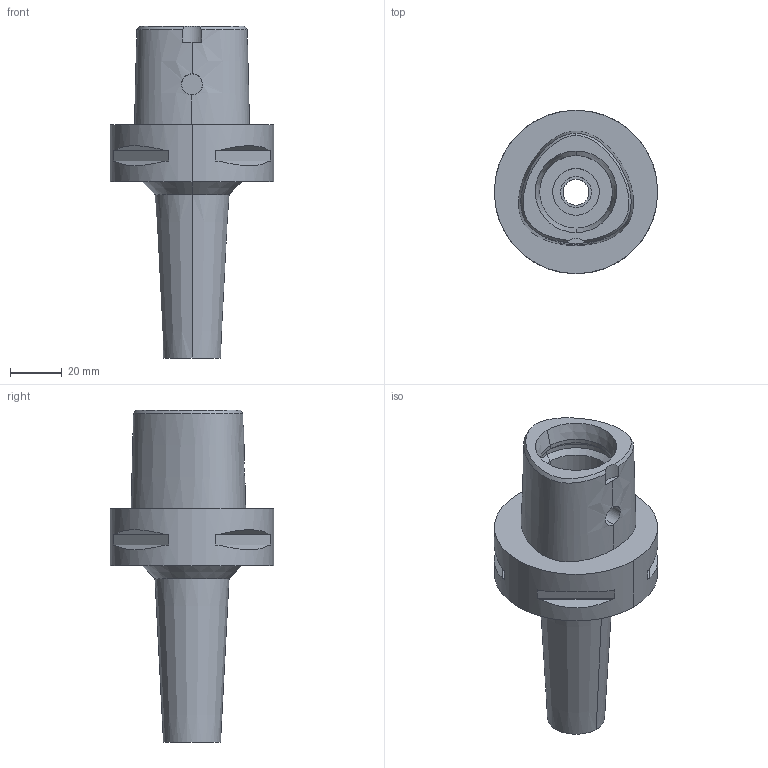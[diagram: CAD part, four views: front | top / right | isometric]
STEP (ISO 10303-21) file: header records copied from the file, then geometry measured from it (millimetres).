
FILE_DESCRIPTION((''),'2;1');
FILE_NAME('C6-SRC10-90','2019-01-18T',('ykawabe'),(''),'CREO PARAMETRIC BY PTC INC, 2016380','CREO PARAMETRIC BY PTC INC, 2016380','');
FILE_SCHEMA(('AUTOMOTIVE_DESIGN { 1 0 10303 214 1 1 1 1 }'));
Length unit declared in the file: millimetre
Products named in the file (1): C6-SRC10-90
Bounding box: 63 x 63 x 128 mm (x, y, z)
Volume: 125644.7 mm3; surface area: 27551.8 mm2
Topology: 1 solids, 1 shells, 62 faces, 142 edges, 89 vertices
Faces by surface type: plane 29, cylinder 19, cone 8, bspline 4, torus 2
Entity records: 3380 total; most frequent: CARTESIAN_POINT 1363, DIRECTION 302, ORIENTED_EDGE 284, PRESENTATION_STYLE_ASSIGNMENT 147, STYLED_ITEM 147, CURVE_STYLE 146, EDGE_CURVE 142, AXIS2_PLACEMENT_3D 123
